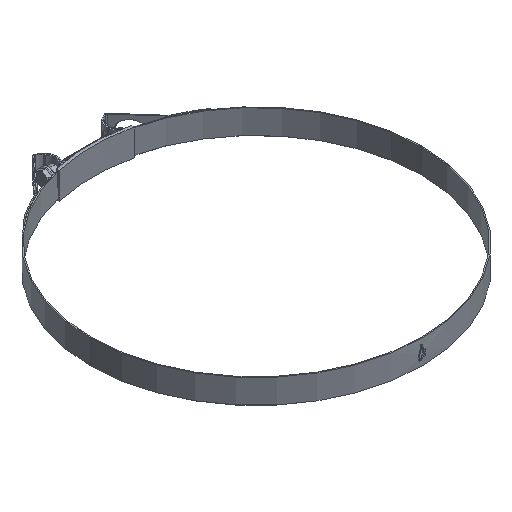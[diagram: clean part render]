
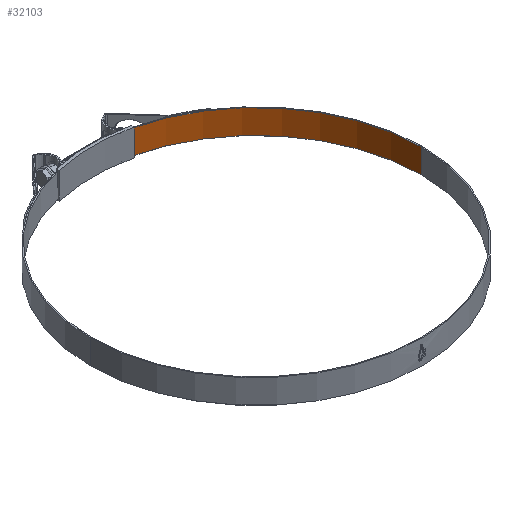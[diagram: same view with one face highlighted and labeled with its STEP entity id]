
A CAD part, isometric view. The second image highlights one B-rep face of the part: STEP entity #32103.
In plain terms, the highlighted cylindrical face has radius 191 mm (diameter 382 mm), a partial arc.
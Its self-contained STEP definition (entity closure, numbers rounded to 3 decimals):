
#27 = ORIENTED_EDGE ( 'NONE', *, *, #13683, .F. ) ;
#1270 = CARTESIAN_POINT ( 'NONE',  ( 0., 0., 14. ) ) ;
#1738 = CARTESIAN_POINT ( 'NONE',  ( 41.225, 186.498, 14. ) ) ;
#3308 = CARTESIAN_POINT ( 'NONE',  ( 191., 0., -14. ) ) ;
#4297 = DIRECTION ( 'NONE',  ( 0., 0., -1. ) ) ;
#6990 = DIRECTION ( 'NONE',  ( -1., 0., 0. ) ) ;
#7046 = CARTESIAN_POINT ( 'NONE',  ( 41.225, 186.498, 14. ) ) ;
#7057 = LINE ( 'NONE', #13150, #9205 ) ;
#7956 = DIRECTION ( 'NONE',  ( 0., 0., -1. ) ) ;
#8026 = ORIENTED_EDGE ( 'NONE', *, *, #26966, .T. ) ;
#9205 = VECTOR ( 'NONE', #4297, 1000. ) ;
#9372 = AXIS2_PLACEMENT_3D ( 'NONE', #1270, #15655, #6990 ) ;
#10884 = VECTOR ( 'NONE', #19082, 1000. ) ;
#11433 = EDGE_LOOP ( 'NONE', ( #27, #27933, #8026, #22519 ) ) ;
#13150 = CARTESIAN_POINT ( 'NONE',  ( 191., 0., 14. ) ) ;
#13683 = EDGE_CURVE ( 'NONE', #26276, #23088, #7057, .T. ) ;
#13999 = VERTEX_POINT ( 'NONE', #1738 ) ;
#15159 = VERTEX_POINT ( 'NONE', #17450 ) ;
#15655 = DIRECTION ( 'NONE',  ( 0., 0., -1. ) ) ;
#16453 = AXIS2_PLACEMENT_3D ( 'NONE', #17404, #7956, #25927 ) ;
#17404 = CARTESIAN_POINT ( 'NONE',  ( 0., 0., -14. ) ) ;
#17450 = CARTESIAN_POINT ( 'NONE',  ( 41.225, 186.498, -14. ) ) ;
#19082 = DIRECTION ( 'NONE',  ( 0., 0., -1. ) ) ;
#19784 = CYLINDRICAL_SURFACE ( 'NONE', #34801, 191. ) ;
#22092 = CARTESIAN_POINT ( 'NONE',  ( 191., 0., 14. ) ) ;
#22519 = ORIENTED_EDGE ( 'NONE', *, *, #32019, .T. ) ;
#23088 = VERTEX_POINT ( 'NONE', #3308 ) ;
#23408 = EDGE_CURVE ( 'NONE', #13999, #26276, #26414, .T. ) ;
#23534 = FACE_OUTER_BOUND ( 'NONE', #11433, .T. ) ;
#25337 = CIRCLE ( 'NONE', #16453, 191. ) ;
#25927 = DIRECTION ( 'NONE',  ( -1., 0., 0. ) ) ;
#26276 = VERTEX_POINT ( 'NONE', #22092 ) ;
#26414 = CIRCLE ( 'NONE', #9372, 191. ) ;
#26966 = EDGE_CURVE ( 'NONE', #13999, #15159, #37449, .T. ) ;
#27933 = ORIENTED_EDGE ( 'NONE', *, *, #23408, .F. ) ;
#29475 = DIRECTION ( 'NONE',  ( -1., 0., 0. ) ) ;
#32019 = EDGE_CURVE ( 'NONE', #15159, #23088, #25337, .T. ) ;
#32075 = DIRECTION ( 'NONE',  ( 0., 0., -1. ) ) ;
#32103 = ADVANCED_FACE ( 'NONE', ( #23534 ), #19784, .F. ) ;
#34801 = AXIS2_PLACEMENT_3D ( 'NONE', #35229, #32075, #29475 ) ;
#35229 = CARTESIAN_POINT ( 'NONE',  ( 0., 0., 14. ) ) ;
#37449 = LINE ( 'NONE', #7046, #10884 ) ;
